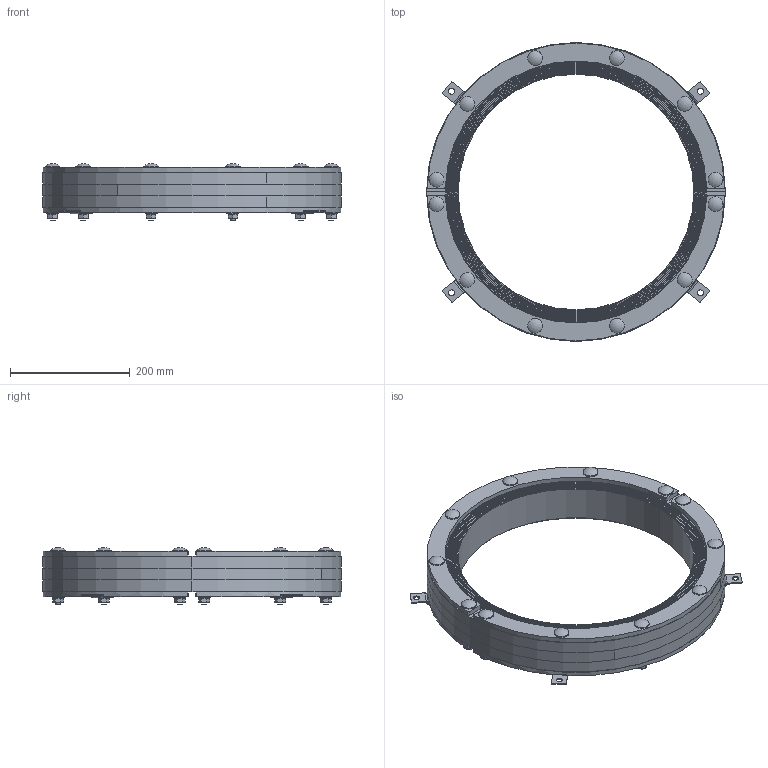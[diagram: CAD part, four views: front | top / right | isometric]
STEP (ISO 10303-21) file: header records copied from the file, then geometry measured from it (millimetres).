
FILE_DESCRIPTION(/* description */ (''),/* implementation_level */ '2;1');
FILE_NAME(/* name */ 'RS 500 AISI316 WOC.stp',/* time_stamp */ '2025-08-13T14:21:22+02:00',/* author */ ('se-marfre'),/* organization */ (''),/* preprocessor_version */ 'ST-DEVELOPER v19.2',/* originating_system */ 'Autodesk Inventor 2023',/* authorisation */ '');
FILE_SCHEMA (('CONFIG_CONTROL_DESIGN'));
Length unit declared in the file: millimetre
Products named in the file (1): RS 500 AISI316 WOC
Bounding box: 500 x 500 x 95.25 mm (x, y, z)
Volume: 5210126.5 mm3; surface area: 401592.5 mm2
Topology: 1 solids, 25 shells, 760 faces, 1728 edges, 1092 vertices
Faces by surface type: plane 508, cylinder 138, cone 102, sphere 12
Full cylindrical faces by diameter (mm): 10 x28, 10.5 x8, 20 x8, 24.65 x12, 24.7 x12
Entity records: 22060 total; most frequent: CARTESIAN_POINT 4417, ORIENTED_EDGE 3456, DIRECTION 3456, EDGE_CURVE 1728, AXIS2_PLACEMENT_3D 1237, VERTEX_POINT 1092, LINE 982, VECTOR 982
